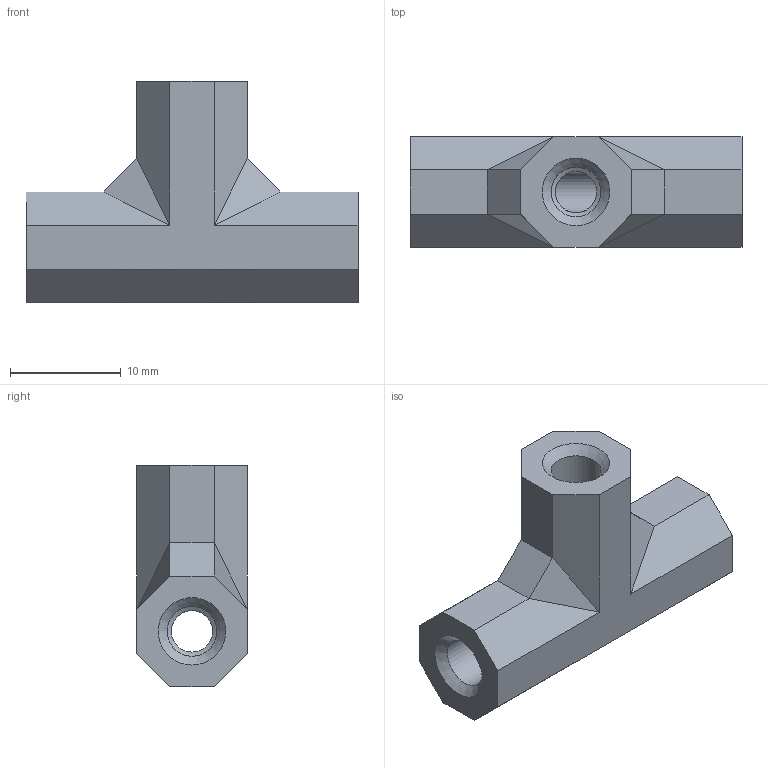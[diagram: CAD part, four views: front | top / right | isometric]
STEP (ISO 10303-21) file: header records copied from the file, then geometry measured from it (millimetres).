
FILE_DESCRIPTION(/* description */ (''),/* implementation_level */ '2;1');
FILE_NAME(/* name */ '5mm od tube t junction v3.step',/* time_stamp */ '2021-04-29T00:26:23-04:00',/* author */ (''),/* organization */ (''),/* preprocessor_version */ 'ST-DEVELOPER v18.1',/* originating_system */ 'Autodesk Translation Framework v10.6.0.1341',/* authorisation */ '');
FILE_SCHEMA (('AUTOMOTIVE_DESIGN { 1 0 10303 214 3 1 1 }'));
Length unit declared in the file: millimetre
Products named in the file (1): 5mm od tube t junction
Bounding box: 30 x 10 x 20 mm (x, y, z)
Volume: 2746 mm3; surface area: 2026.3 mm2
Topology: 1 solids, 1 shells, 37 faces, 93 edges, 57 vertices
Faces by surface type: plane 26, cone 6, cylinder 5
Full cylindrical faces by diameter (mm): 3.75 x2, 4.5 x3
Entity records: 1129 total; most frequent: DIRECTION 190, CARTESIAN_POINT 188, ORIENTED_EDGE 186, EDGE_CURVE 93, LINE 72, VECTOR 72, AXIS2_PLACEMENT_3D 59, VERTEX_POINT 57
